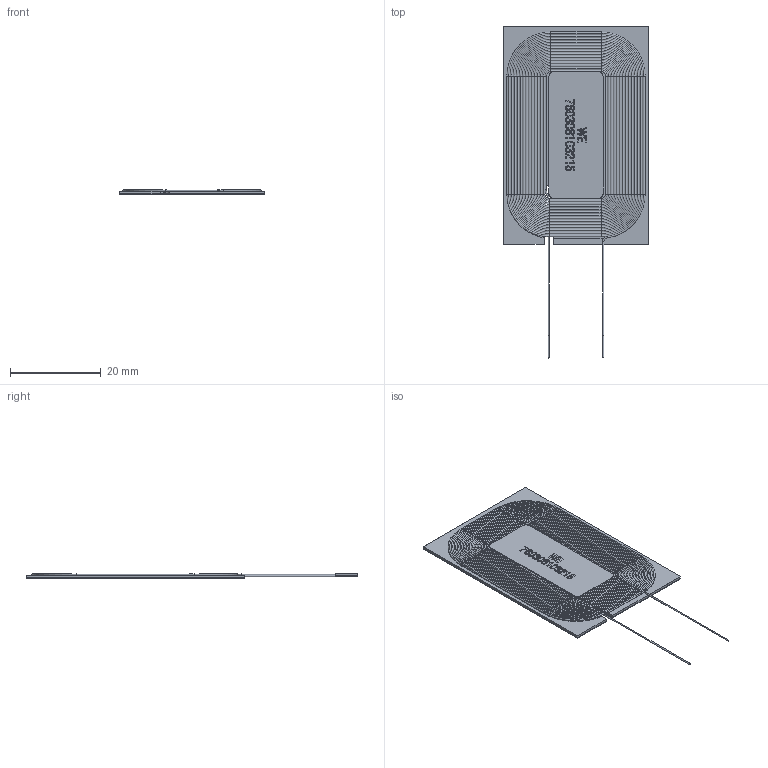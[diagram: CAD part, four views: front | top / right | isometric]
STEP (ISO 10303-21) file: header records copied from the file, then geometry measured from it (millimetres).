
FILE_DESCRIPTION(/* description */ ('Unknown'),/* implementation_level */ '2;1');
FILE_NAME(/* name */ 'L_Wurth_WE-WPCC-RX_760308103215',/* time_stamp */ '2025-04-22T17:26:10+08:00',/* author */ ('Unknown'),/* organization */ ('Unknown'),/* preprocessor_version */ 'ST-DEVELOPER v19.4',/* originating_system */ 'Solid Edge',/* authorisation */ 'Unknown');
FILE_SCHEMA (('AUTOMOTIVE_DESIGN {1 0 10303 214 3 1 1}'));
Length unit declared in the file: millimetre
Products named in the file (2): L_Wurth_WE-WPCC-RX_760308103215
Assembly tree (1 placements, depth 2):
  L_Wurth_WE-WPCC-RX_760308103215
    L_Wurth_WE-WPCC-RX_760308103215
Bounding box: 32 x 73 x 1.01 mm (x, y, z)
Volume: 1324 mm3; surface area: 18711.7 mm2
Topology: 15 solids, 15 shells, 415 faces, 941 edges, 558 vertices
Faces by surface type: plane 149, cylinder 131, torus 104, bspline 31
Full cylindrical faces by diameter (mm): 0.28 x2, 0.3 x105
Entity records: 14377 total; most frequent: CARTESIAN_POINT 4495, DIRECTION 1627, ORIENTED_EDGE 1438, EDGE_CURVE 719, EDGE_LOOP 666, FACE_BOUND 666, AXIS2_PLACEMENT_3D 649, VERTEX_POINT 557
